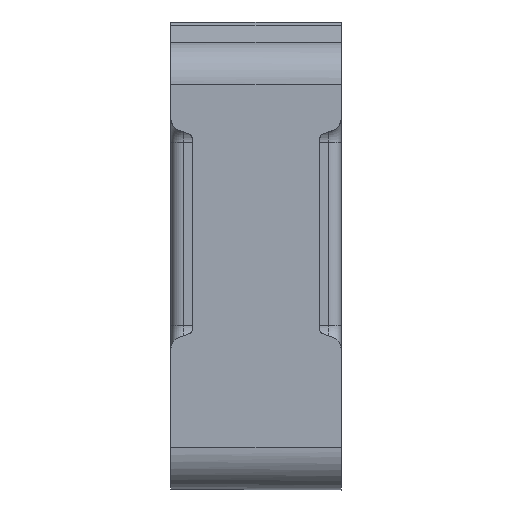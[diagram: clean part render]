
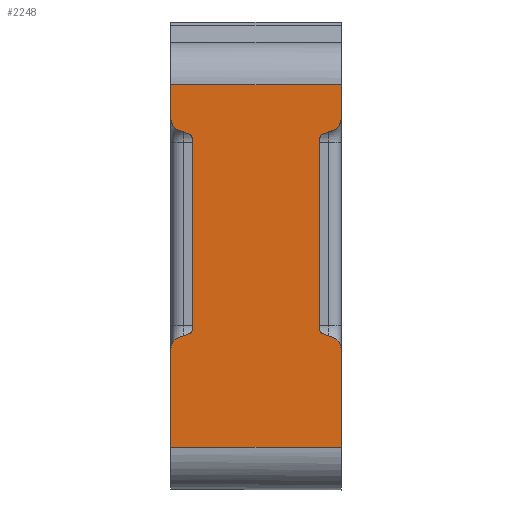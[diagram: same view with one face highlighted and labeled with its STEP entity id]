
A CAD part, top view. The second image highlights one B-rep face of the part: STEP entity #2248.
In plain terms, the highlighted planar face has unit normal (0, 0, 1).
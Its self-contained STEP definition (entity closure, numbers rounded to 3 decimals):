
#969=AXIS2_PLACEMENT_3D('Circle Axis2P3D',#967,#968,$) ;
#1271=AXIS2_PLACEMENT_3D('Circle Axis2P3D',#1269,#1270,$) ;
#1367=AXIS2_PLACEMENT_3D('Circle Axis2P3D',#1365,#1366,$) ;
#1902=AXIS2_PLACEMENT_3D('Circle Axis2P3D',#1900,#1901,$) ;
#2042=AXIS2_PLACEMENT_3D('Circle Axis2P3D',#2040,#2041,$) ;
#2167=AXIS2_PLACEMENT_3D('Plane Axis2P3D',#2164,#2165,#2166) ;
#2190=AXIS2_PLACEMENT_3D('Circle Axis2P3D',#2188,#2189,$) ;
#2209=AXIS2_PLACEMENT_3D('Circle Axis2P3D',#2207,#2208,$) ;
#2223=AXIS2_PLACEMENT_3D('Circle Axis2P3D',#2221,#2222,$) ;
#964=CARTESIAN_POINT('Vertex',(4.,8.725,34.4)) ;
#967=CARTESIAN_POINT('Axis2P3D Location',(3.7,8.725,34.4)) ;
#971=CARTESIAN_POINT('Vertex',(3.803,8.443,34.4)) ;
#991=CARTESIAN_POINT('Line Origine',(3.684,8.4,34.4)) ;
#995=CARTESIAN_POINT('Vertex',(3.566,8.357,34.4)) ;
#1219=CARTESIAN_POINT('Vertex',(3.5,3.767,34.4)) ;
#1240=CARTESIAN_POINT('Vertex',(3.5,8.263,34.4)) ;
#1243=CARTESIAN_POINT('Line Origine',(3.5,6.015,34.4)) ;
#1269=CARTESIAN_POINT('Axis2P3D Location',(3.6,3.767,34.4)) ;
#1273=CARTESIAN_POINT('Vertex',(3.566,3.673,34.4)) ;
#1297=CARTESIAN_POINT('Vertex',(3.803,3.587,34.4)) ;
#1347=CARTESIAN_POINT('Line Origine',(3.684,3.63,34.4)) ;
#1365=CARTESIAN_POINT('Axis2P3D Location',(3.7,3.305,34.4)) ;
#1369=CARTESIAN_POINT('Vertex',(4.,3.305,34.4)) ;
#1760=CARTESIAN_POINT('Vertex',(4.,9.515,34.4)) ;
#1763=CARTESIAN_POINT('Line Origine',(4.,7.265,34.4)) ;
#1768=CARTESIAN_POINT('Line Origine',(4.,7.265,34.4)) ;
#1772=CARTESIAN_POINT('Vertex',(4.,1.,34.4)) ;
#1881=CARTESIAN_POINT('Vertex',(0.5,3.767,34.4)) ;
#1897=CARTESIAN_POINT('Vertex',(0.434,3.673,34.4)) ;
#1900=CARTESIAN_POINT('Axis2P3D Location',(0.4,3.767,34.4)) ;
#2005=CARTESIAN_POINT('Vertex',(0.197,3.587,34.4)) ;
#2008=CARTESIAN_POINT('Line Origine',(0.316,3.63,34.4)) ;
#2037=CARTESIAN_POINT('Vertex',(0.,3.305,34.4)) ;
#2040=CARTESIAN_POINT('Axis2P3D Location',(0.3,3.305,34.4)) ;
#2164=CARTESIAN_POINT('Axis2P3D Location',(4.4,10.515,34.4)) ;
#2169=CARTESIAN_POINT('Line Origine',(0.5,6.015,34.4)) ;
#2173=CARTESIAN_POINT('Vertex',(0.5,8.263,34.4)) ;
#2176=CARTESIAN_POINT('Line Origine',(0.,2.152,34.4)) ;
#2180=CARTESIAN_POINT('Vertex',(0.,1.,34.4)) ;
#2183=CARTESIAN_POINT('Line Origine',(2.,1.,34.4)) ;
#2188=CARTESIAN_POINT('Axis2P3D Location',(3.6,8.263,34.4)) ;
#2193=CARTESIAN_POINT('Line Origine',(2.,9.515,34.4)) ;
#2197=CARTESIAN_POINT('Vertex',(0.,9.515,34.4)) ;
#2200=CARTESIAN_POINT('Line Origine',(0.,9.12,34.4)) ;
#2204=CARTESIAN_POINT('Vertex',(0.,8.725,34.4)) ;
#2207=CARTESIAN_POINT('Axis2P3D Location',(0.3,8.725,34.4)) ;
#2211=CARTESIAN_POINT('Vertex',(0.197,8.443,34.4)) ;
#2214=CARTESIAN_POINT('Line Origine',(0.316,8.4,34.4)) ;
#2218=CARTESIAN_POINT('Vertex',(0.434,8.357,34.4)) ;
#2221=CARTESIAN_POINT('Axis2P3D Location',(0.4,8.263,34.4)) ;
#968=DIRECTION('Axis2P3D Direction',(0.,0.,-1.)) ;
#992=DIRECTION('Vector Direction',(0.94,0.342,0.)) ;
#1244=DIRECTION('Vector Direction',(0.,1.,0.)) ;
#1270=DIRECTION('Axis2P3D Direction',(0.,0.,-1.)) ;
#1348=DIRECTION('Vector Direction',(-0.94,0.342,0.)) ;
#1366=DIRECTION('Axis2P3D Direction',(0.,0.,-1.)) ;
#1764=DIRECTION('Vector Direction',(0.,-1.,0.)) ;
#1769=DIRECTION('Vector Direction',(0.,-1.,0.)) ;
#1901=DIRECTION('Axis2P3D Direction',(0.,0.,-1.)) ;
#2009=DIRECTION('Vector Direction',(-0.94,-0.342,0.)) ;
#2041=DIRECTION('Axis2P3D Direction',(0.,0.,-1.)) ;
#2165=DIRECTION('Axis2P3D Direction',(0.,0.,-1.)) ;
#2166=DIRECTION('Axis2P3D XDirection',(0.,-1.,0.)) ;
#2170=DIRECTION('Vector Direction',(0.,-1.,0.)) ;
#2177=DIRECTION('Vector Direction',(0.,1.,0.)) ;
#2184=DIRECTION('Vector Direction',(1.,0.,0.)) ;
#2189=DIRECTION('Axis2P3D Direction',(0.,0.,-1.)) ;
#2194=DIRECTION('Vector Direction',(-1.,0.,0.)) ;
#2201=DIRECTION('Vector Direction',(0.,1.,0.)) ;
#2208=DIRECTION('Axis2P3D Direction',(0.,0.,-1.)) ;
#2215=DIRECTION('Vector Direction',(0.94,-0.342,0.)) ;
#2222=DIRECTION('Axis2P3D Direction',(0.,0.,-1.)) ;
#993=VECTOR('Line Direction',#992,1.) ;
#1245=VECTOR('Line Direction',#1244,1.) ;
#1349=VECTOR('Line Direction',#1348,1.) ;
#1765=VECTOR('Line Direction',#1764,1.) ;
#1770=VECTOR('Line Direction',#1769,1.) ;
#2010=VECTOR('Line Direction',#2009,1.) ;
#2171=VECTOR('Line Direction',#2170,1.) ;
#2178=VECTOR('Line Direction',#2177,1.) ;
#2185=VECTOR('Line Direction',#2184,1.) ;
#2195=VECTOR('Line Direction',#2194,1.) ;
#2202=VECTOR('Line Direction',#2201,1.) ;
#2216=VECTOR('Line Direction',#2215,1.) ;
#2227=ORIENTED_EDGE('',*,*,#2175,.T.) ;
#2228=ORIENTED_EDGE('',*,*,#1904,.T.) ;
#2229=ORIENTED_EDGE('',*,*,#2012,.T.) ;
#2230=ORIENTED_EDGE('',*,*,#2044,.F.) ;
#2231=ORIENTED_EDGE('',*,*,#2182,.F.) ;
#2232=ORIENTED_EDGE('',*,*,#2187,.T.) ;
#2233=ORIENTED_EDGE('',*,*,#1774,.F.) ;
#2234=ORIENTED_EDGE('',*,*,#1371,.F.) ;
#2235=ORIENTED_EDGE('',*,*,#1351,.T.) ;
#2236=ORIENTED_EDGE('',*,*,#1275,.T.) ;
#2237=ORIENTED_EDGE('',*,*,#1247,.T.) ;
#2238=ORIENTED_EDGE('',*,*,#2192,.T.) ;
#2239=ORIENTED_EDGE('',*,*,#997,.T.) ;
#2240=ORIENTED_EDGE('',*,*,#973,.F.) ;
#2241=ORIENTED_EDGE('',*,*,#1767,.F.) ;
#2242=ORIENTED_EDGE('',*,*,#2199,.T.) ;
#2243=ORIENTED_EDGE('',*,*,#2206,.F.) ;
#2244=ORIENTED_EDGE('',*,*,#2213,.F.) ;
#2245=ORIENTED_EDGE('',*,*,#2220,.T.) ;
#2246=ORIENTED_EDGE('',*,*,#2225,.T.) ;
#2248=ADVANCED_FACE('Sperrklinke -#[PBT|PA66_PA6|RD]#',(#2247),#2168,.F.) ;
#970=CIRCLE('generated circle',#969,0.3) ;
#1272=CIRCLE('generated circle',#1271,0.1) ;
#1368=CIRCLE('generated circle',#1367,0.3) ;
#1903=CIRCLE('generated circle',#1902,0.1) ;
#2043=CIRCLE('generated circle',#2042,0.3) ;
#2191=CIRCLE('generated circle',#2190,0.1) ;
#2210=CIRCLE('generated circle',#2209,0.3) ;
#2224=CIRCLE('generated circle',#2223,0.1) ;
#973=EDGE_CURVE('',#965,#972,#970,.T.) ;
#997=EDGE_CURVE('',#996,#972,#994,.T.) ;
#1247=EDGE_CURVE('',#1220,#1241,#1246,.T.) ;
#1275=EDGE_CURVE('',#1274,#1220,#1272,.T.) ;
#1351=EDGE_CURVE('',#1298,#1274,#1350,.T.) ;
#1371=EDGE_CURVE('',#1298,#1370,#1368,.T.) ;
#1767=EDGE_CURVE('',#1761,#965,#1766,.T.) ;
#1774=EDGE_CURVE('',#1370,#1773,#1771,.T.) ;
#1904=EDGE_CURVE('',#1882,#1898,#1903,.T.) ;
#2012=EDGE_CURVE('',#1898,#2006,#2011,.T.) ;
#2044=EDGE_CURVE('',#2038,#2006,#2043,.T.) ;
#2175=EDGE_CURVE('',#2174,#1882,#2172,.T.) ;
#2182=EDGE_CURVE('',#2181,#2038,#2179,.T.) ;
#2187=EDGE_CURVE('',#2181,#1773,#2186,.T.) ;
#2192=EDGE_CURVE('',#1241,#996,#2191,.T.) ;
#2199=EDGE_CURVE('',#1761,#2198,#2196,.T.) ;
#2206=EDGE_CURVE('',#2205,#2198,#2203,.T.) ;
#2213=EDGE_CURVE('',#2212,#2205,#2210,.T.) ;
#2220=EDGE_CURVE('',#2212,#2219,#2217,.T.) ;
#2225=EDGE_CURVE('',#2219,#2174,#2224,.T.) ;
#2226=EDGE_LOOP('',(#2227,#2228,#2229,#2230,#2231,#2232,#2233,#2234,#2235,#2236,#2237,#2238,#2239,#2240,#2241,#2242,#2243,#2244,#2245,#2246)) ;
#2247=FACE_OUTER_BOUND('',#2226,.T.) ;
#994=LINE('Line',#991,#993) ;
#1246=LINE('Line',#1243,#1245) ;
#1350=LINE('Line',#1347,#1349) ;
#1766=LINE('Line',#1763,#1765) ;
#1771=LINE('Line',#1768,#1770) ;
#2011=LINE('Line',#2008,#2010) ;
#2172=LINE('Line',#2169,#2171) ;
#2179=LINE('Line',#2176,#2178) ;
#2186=LINE('Line',#2183,#2185) ;
#2196=LINE('Line',#2193,#2195) ;
#2203=LINE('Line',#2200,#2202) ;
#2217=LINE('Line',#2214,#2216) ;
#2168=PLANE('',#2167) ;
#965=VERTEX_POINT('',#964) ;
#972=VERTEX_POINT('',#971) ;
#996=VERTEX_POINT('',#995) ;
#1220=VERTEX_POINT('',#1219) ;
#1241=VERTEX_POINT('',#1240) ;
#1274=VERTEX_POINT('',#1273) ;
#1298=VERTEX_POINT('',#1297) ;
#1370=VERTEX_POINT('',#1369) ;
#1761=VERTEX_POINT('',#1760) ;
#1773=VERTEX_POINT('',#1772) ;
#1882=VERTEX_POINT('',#1881) ;
#1898=VERTEX_POINT('',#1897) ;
#2006=VERTEX_POINT('',#2005) ;
#2038=VERTEX_POINT('',#2037) ;
#2174=VERTEX_POINT('',#2173) ;
#2181=VERTEX_POINT('',#2180) ;
#2198=VERTEX_POINT('',#2197) ;
#2205=VERTEX_POINT('',#2204) ;
#2212=VERTEX_POINT('',#2211) ;
#2219=VERTEX_POINT('',#2218) ;
